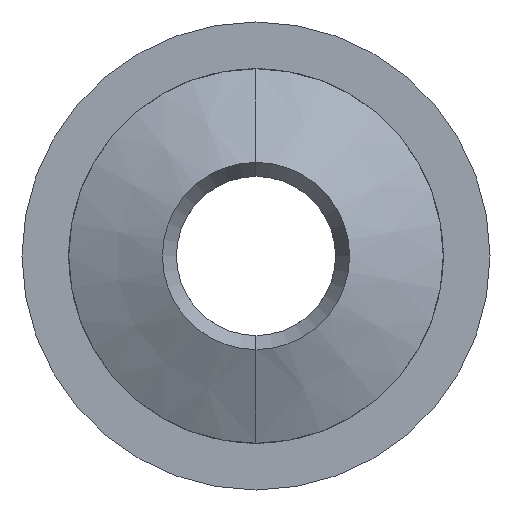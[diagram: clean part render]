
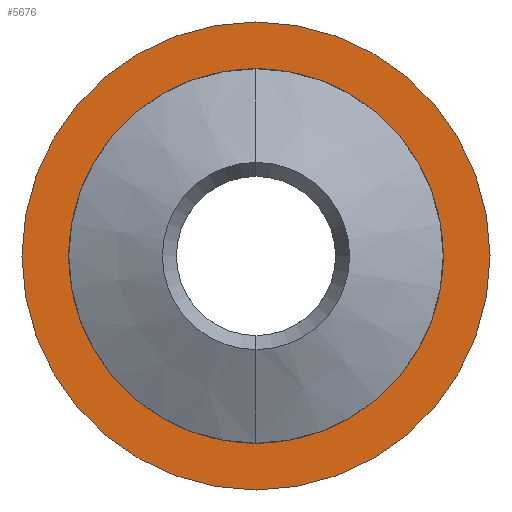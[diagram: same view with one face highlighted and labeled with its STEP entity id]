
A CAD part, left-side view. The second image highlights one B-rep face of the part: STEP entity #5676.
In plain terms, the highlighted planar face has unit normal (-1, 0, 0).
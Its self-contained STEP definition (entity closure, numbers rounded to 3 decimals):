
#28 = CIRCLE ( 'NONE', #4771, 2. ) ;
#190 = EDGE_CURVE ( 'NONE', #1057, #5423, #1997, .T. ) ;
#544 = EDGE_LOOP ( 'NONE', ( #4480, #5430 ) ) ;
#551 = CARTESIAN_POINT ( 'NONE',  ( 0., 0., 0. ) ) ;
#709 = DIRECTION ( 'NONE',  ( 0., 0., -1. ) ) ;
#1057 = VERTEX_POINT ( 'NONE', #3720 ) ;
#1114 = CARTESIAN_POINT ( 'NONE',  ( 0., 0., 0. ) ) ;
#1172 = CIRCLE ( 'NONE', #1790, 2.5 ) ;
#1180 = CARTESIAN_POINT ( 'NONE',  ( 0., 2., 0. ) ) ;
#1790 = AXIS2_PLACEMENT_3D ( 'NONE', #4074, #2753, #4935 ) ;
#1865 = DIRECTION ( 'NONE',  ( 0., 0., -1. ) ) ;
#1997 = CIRCLE ( 'NONE', #3570, 2. ) ;
#2037 = CARTESIAN_POINT ( 'NONE',  ( 0., 0., 0. ) ) ;
#2314 = ORIENTED_EDGE ( 'NONE', *, *, #190, .T. ) ;
#2511 = DIRECTION ( 'NONE',  ( 0., 0., -1. ) ) ;
#2753 = DIRECTION ( 'NONE',  ( 1., 0., 0. ) ) ;
#2765 = VERTEX_POINT ( 'NONE', #5113 ) ;
#2778 = AXIS2_PLACEMENT_3D ( 'NONE', #1180, #4412, #5765 ) ;
#2834 = DIRECTION ( 'NONE',  ( 1., 0., 0. ) ) ;
#3244 = CARTESIAN_POINT ( 'NONE',  ( 0., 0., 2.5 ) ) ;
#3319 = EDGE_CURVE ( 'NONE', #5404, #2765, #1172, .T. ) ;
#3570 = AXIS2_PLACEMENT_3D ( 'NONE', #2037, #5206, #709 ) ;
#3720 = CARTESIAN_POINT ( 'NONE',  ( 0., 0., -2. ) ) ;
#3814 = PLANE ( 'NONE',  #2778 ) ;
#3986 = FACE_BOUND ( 'NONE', #5409, .T. ) ;
#4074 = CARTESIAN_POINT ( 'NONE',  ( 0., 0., 0. ) ) ;
#4125 = FACE_OUTER_BOUND ( 'NONE', #544, .T. ) ;
#4226 = EDGE_CURVE ( 'NONE', #2765, #5404, #5406, .T. ) ;
#4299 = DIRECTION ( 'NONE',  ( 1., 0., 0. ) ) ;
#4412 = DIRECTION ( 'NONE',  ( -1., 0., 0. ) ) ;
#4480 = ORIENTED_EDGE ( 'NONE', *, *, #4226, .F. ) ;
#4511 = AXIS2_PLACEMENT_3D ( 'NONE', #1114, #4299, #2511 ) ;
#4771 = AXIS2_PLACEMENT_3D ( 'NONE', #551, #2834, #1865 ) ;
#4781 = EDGE_CURVE ( 'NONE', #5423, #1057, #28, .T. ) ;
#4876 = ORIENTED_EDGE ( 'NONE', *, *, #4781, .T. ) ;
#4935 = DIRECTION ( 'NONE',  ( 0., 0., -1. ) ) ;
#5113 = CARTESIAN_POINT ( 'NONE',  ( 0., 0., -2.5 ) ) ;
#5139 = CARTESIAN_POINT ( 'NONE',  ( 0., 0., 2. ) ) ;
#5206 = DIRECTION ( 'NONE',  ( 1., 0., 0. ) ) ;
#5404 = VERTEX_POINT ( 'NONE', #3244 ) ;
#5406 = CIRCLE ( 'NONE', #4511, 2.5 ) ;
#5409 = EDGE_LOOP ( 'NONE', ( #2314, #4876 ) ) ;
#5423 = VERTEX_POINT ( 'NONE', #5139 ) ;
#5430 = ORIENTED_EDGE ( 'NONE', *, *, #3319, .F. ) ;
#5676 = ADVANCED_FACE ( 'NONE', ( #3986, #4125 ), #3814, .T. ) ;
#5765 = DIRECTION ( 'NONE',  ( 0., 0., 1. ) ) ;
